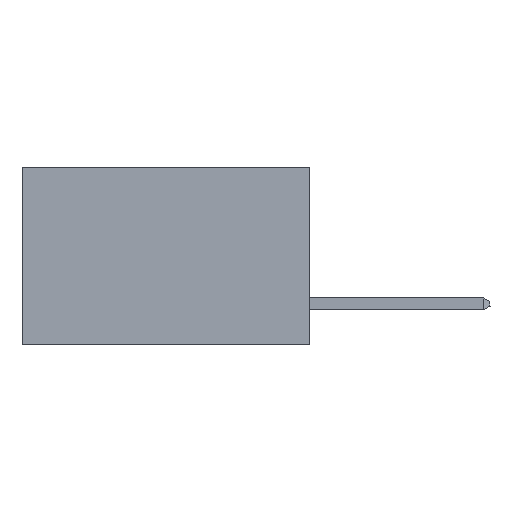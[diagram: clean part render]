
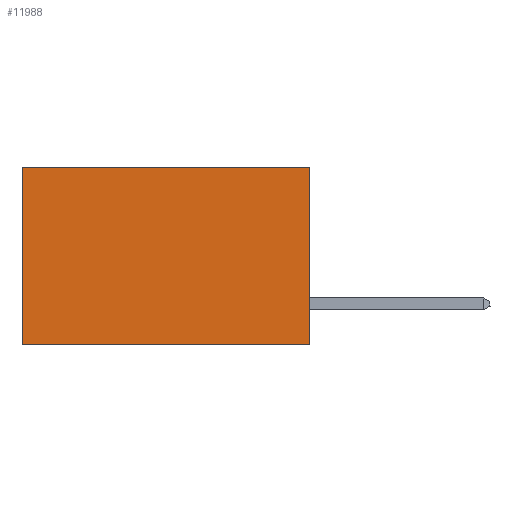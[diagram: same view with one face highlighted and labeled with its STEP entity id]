
A CAD part, left-side view. The second image highlights one B-rep face of the part: STEP entity #11988.
In plain terms, the highlighted planar face has unit normal (-1, 0, 0).
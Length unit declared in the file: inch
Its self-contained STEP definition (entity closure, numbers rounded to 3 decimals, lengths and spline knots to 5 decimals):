
#243 = VERTEX_POINT ( 'NONE', #11174 ) ;
#565 = FACE_OUTER_BOUND ( 'NONE', #13523, .T. ) ;
#640 = EDGE_CURVE ( 'NONE', #1831, #10456, #5066, .T. ) ;
#742 = CARTESIAN_POINT ( 'NONE',  ( 0.2875, 0., 0. ) ) ;
#831 = DIRECTION ( 'NONE',  ( 0., 0., -1. ) ) ;
#1366 = LINE ( 'NONE', #2736, #5093 ) ;
#1506 = AXIS2_PLACEMENT_3D ( 'NONE', #742, #6461, #831 ) ;
#1530 = CARTESIAN_POINT ( 'NONE',  ( 0.2875, 0.6, -0.37 ) ) ;
#1585 = ORIENTED_EDGE ( 'NONE', *, *, #640, .T. ) ;
#1831 = VERTEX_POINT ( 'NONE', #13297 ) ;
#2736 = CARTESIAN_POINT ( 'NONE',  ( 0.2875, 0.6, 0. ) ) ;
#4791 = CARTESIAN_POINT ( 'NONE',  ( 0.2875, 0., 0. ) ) ;
#5066 = LINE ( 'NONE', #9158, #6144 ) ;
#5093 = VECTOR ( 'NONE', #10725, 39.37008 ) ;
#5154 = EDGE_CURVE ( 'NONE', #243, #13095, #7723, .T. ) ;
#5656 = VECTOR ( 'NONE', #12701, 39.37008 ) ;
#6144 = VECTOR ( 'NONE', #8051, 39.37008 ) ;
#6282 = DIRECTION ( 'NONE',  ( 0., 1., 0. ) ) ;
#6355 = LINE ( 'NONE', #4791, #5656 ) ;
#6461 = DIRECTION ( 'NONE',  ( 1., 0., 0. ) ) ;
#7723 = LINE ( 'NONE', #12894, #8077 ) ;
#8051 = DIRECTION ( 'NONE',  ( 0., 1., 0. ) ) ;
#8077 = VECTOR ( 'NONE', #6282, 39.37008 ) ;
#9158 = CARTESIAN_POINT ( 'NONE',  ( 0.2875, 0., 0. ) ) ;
#9538 = ORIENTED_EDGE ( 'NONE', *, *, #5154, .F. ) ;
#10456 = VERTEX_POINT ( 'NONE', #13740 ) ;
#10725 = DIRECTION ( 'NONE',  ( 0., 0., -1. ) ) ;
#11056 = EDGE_CURVE ( 'NONE', #1831, #243, #6355, .T. ) ;
#11174 = CARTESIAN_POINT ( 'NONE',  ( 0.2875, 0., -0.37 ) ) ;
#11424 = EDGE_CURVE ( 'NONE', #10456, #13095, #1366, .T. ) ;
#11820 = ORIENTED_EDGE ( 'NONE', *, *, #11424, .T. ) ;
#11988 = ADVANCED_FACE ( 'NONE', ( #565 ), #14410, .F. ) ;
#12701 = DIRECTION ( 'NONE',  ( 0., 0., -1. ) ) ;
#12894 = CARTESIAN_POINT ( 'NONE',  ( 0.2875, 0., -0.37 ) ) ;
#13095 = VERTEX_POINT ( 'NONE', #1530 ) ;
#13297 = CARTESIAN_POINT ( 'NONE',  ( 0.2875, 0., 0. ) ) ;
#13523 = EDGE_LOOP ( 'NONE', ( #11820, #9538, #14370, #1585 ) ) ;
#13740 = CARTESIAN_POINT ( 'NONE',  ( 0.2875, 0.6, 0. ) ) ;
#14370 = ORIENTED_EDGE ( 'NONE', *, *, #11056, .F. ) ;
#14410 = PLANE ( 'NONE',  #1506 ) ;
